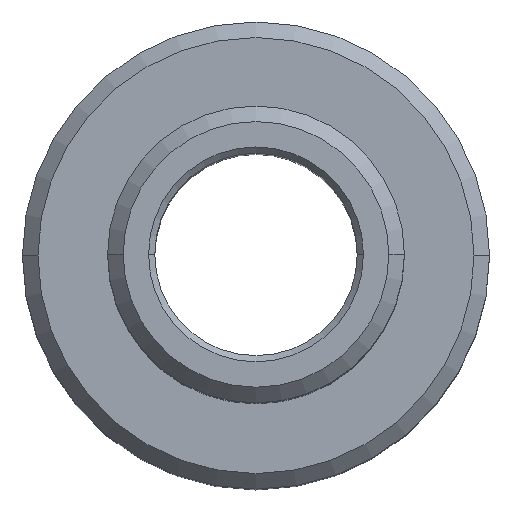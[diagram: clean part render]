
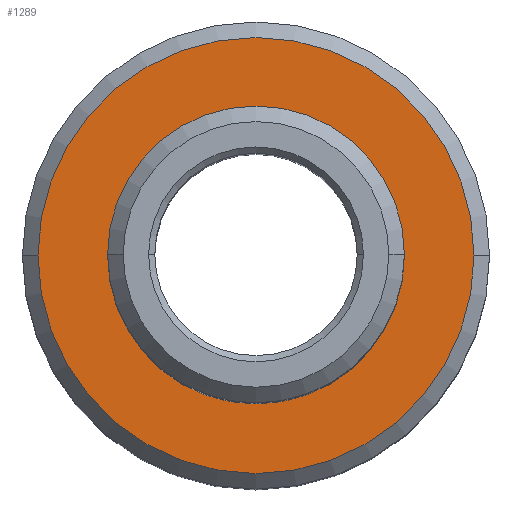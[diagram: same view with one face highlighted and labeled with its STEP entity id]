
A CAD part, top view. The second image highlights one B-rep face of the part: STEP entity #1289.
In plain terms, the highlighted planar face has unit normal (0, 0, 1).
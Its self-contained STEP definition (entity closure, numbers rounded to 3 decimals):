
#290 = AXIS2_PLACEMENT_3D ( 'NONE', #10092, #1279, #11571 ) ;
#1248 = DIRECTION ( 'NONE',  ( 0., 0., 1. ) ) ;
#1279 = DIRECTION ( 'NONE',  ( 0., 0., 1. ) ) ;
#1289 = ADVANCED_FACE ( 'NONE', ( #2762, #17804 ), #16664, .F. ) ;
#1311 = CIRCLE ( 'NONE', #11567, 7. ) ;
#2762 = FACE_OUTER_BOUND ( 'NONE', #11363, .T. ) ;
#3337 = CARTESIAN_POINT ( 'NONE',  ( 0., 0., -21. ) ) ;
#3754 = EDGE_CURVE ( 'NONE', #11778, #11201, #11195, .T. ) ;
#4089 = EDGE_LOOP ( 'NONE', ( #9927, #4851 ) ) ;
#4239 = CARTESIAN_POINT ( 'NONE',  ( 7., 0., -21. ) ) ;
#4533 = VERTEX_POINT ( 'NONE', #18681 ) ;
#4641 = DIRECTION ( 'NONE',  ( 0., 0., 1. ) ) ;
#4730 = EDGE_CURVE ( 'NONE', #7073, #4533, #16286, .T. ) ;
#4808 = DIRECTION ( 'NONE',  ( -1., 0., 0. ) ) ;
#4851 = ORIENTED_EDGE ( 'NONE', *, *, #4730, .F. ) ;
#5799 = CARTESIAN_POINT ( 'NONE',  ( -7., 0., -21. ) ) ;
#6215 = EDGE_CURVE ( 'NONE', #4533, #7073, #14311, .T. ) ;
#6408 = ORIENTED_EDGE ( 'NONE', *, *, #3754, .T. ) ;
#6455 = CARTESIAN_POINT ( 'NONE',  ( -4.765, 0., -21. ) ) ;
#6573 = DIRECTION ( 'NONE',  ( 0., 0., -1. ) ) ;
#7073 = VERTEX_POINT ( 'NONE', #6455 ) ;
#9087 = ORIENTED_EDGE ( 'NONE', *, *, #15717, .T. ) ;
#9927 = ORIENTED_EDGE ( 'NONE', *, *, #6215, .F. ) ;
#10063 = CARTESIAN_POINT ( 'NONE',  ( 0., 0., -21. ) ) ;
#10092 = CARTESIAN_POINT ( 'NONE',  ( 0., 0., -21. ) ) ;
#11195 = CIRCLE ( 'NONE', #18637, 7. ) ;
#11201 = VERTEX_POINT ( 'NONE', #4239 ) ;
#11363 = EDGE_LOOP ( 'NONE', ( #6408, #9087 ) ) ;
#11537 = DIRECTION ( 'NONE',  ( -1., 0., 0. ) ) ;
#11567 = AXIS2_PLACEMENT_3D ( 'NONE', #10063, #1248, #11537 ) ;
#11571 = DIRECTION ( 'NONE',  ( -1., 0., 0. ) ) ;
#11778 = VERTEX_POINT ( 'NONE', #5799 ) ;
#13427 = CARTESIAN_POINT ( 'NONE',  ( 0., 0., -21. ) ) ;
#13584 = DIRECTION ( 'NONE',  ( 0., 0., 1. ) ) ;
#14107 = AXIS2_PLACEMENT_3D ( 'NONE', #15253, #6573, #16733 ) ;
#14311 = CIRCLE ( 'NONE', #290, 4.765 ) ;
#14822 = DIRECTION ( 'NONE',  ( -1., 0., 0. ) ) ;
#15253 = CARTESIAN_POINT ( 'NONE',  ( 0., 0., -21. ) ) ;
#15717 = EDGE_CURVE ( 'NONE', #11201, #11778, #1311, .T. ) ;
#16286 = CIRCLE ( 'NONE', #17061, 4.765 ) ;
#16664 = PLANE ( 'NONE',  #14107 ) ;
#16733 = DIRECTION ( 'NONE',  ( -1., 0., 0. ) ) ;
#17061 = AXIS2_PLACEMENT_3D ( 'NONE', #13427, #4641, #14822 ) ;
#17804 = FACE_BOUND ( 'NONE', #4089, .T. ) ;
#18637 = AXIS2_PLACEMENT_3D ( 'NONE', #3337, #13584, #4808 ) ;
#18681 = CARTESIAN_POINT ( 'NONE',  ( 4.765, 0., -21. ) ) ;
